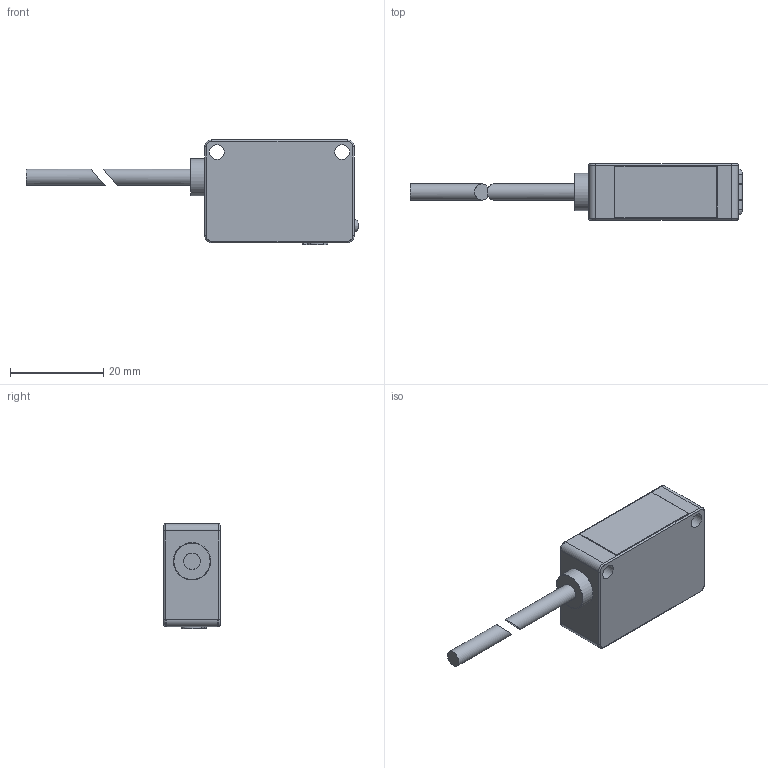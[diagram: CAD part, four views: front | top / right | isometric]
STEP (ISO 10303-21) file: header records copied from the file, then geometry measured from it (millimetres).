
FILE_DESCRIPTION( ( 'Unknown' ), '1' );
FILE_NAME( 'P1KY004.stp', 'Unknown', ( 'Unknown' ), ( 'Unknown' ), 'PSStep 17.0.49', 'Unknown', ' ' );
FILE_SCHEMA( ( 'AUTOMOTIVE_DESIGN { 1 0 10303 214 1 1 1 1 }' ) );
Length unit declared in the file: millimetre
Products named in the file (2): Füllkörper
Bounding box: 71.06 x 12 x 22.5 mm (x, y, z)
Volume: 8725.9 mm3; surface area: 3618 mm2
Topology: 2 solids, 2 shells, 155 faces, 385 edges, 244 vertices
Faces by surface type: plane 85, cylinder 53, torus 8, cone 7, bspline 2
Full cylindrical faces by diameter (mm): 3.2 x2, 3.5 x3, 8 x1
Entity records: 5858 total; most frequent: CARTESIAN_POINT 872, DIRECTION 802, ORIENTED_EDGE 750, EDGE_CURVE 375, AXIS2_PLACEMENT_3D 292, VERTEX_POINT 242, LINE 218, VECTOR 218
